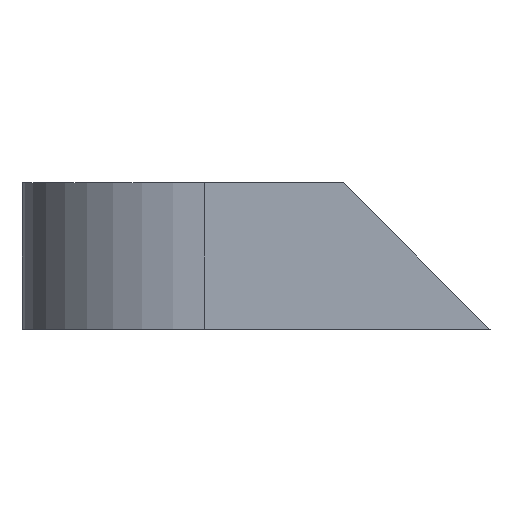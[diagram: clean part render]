
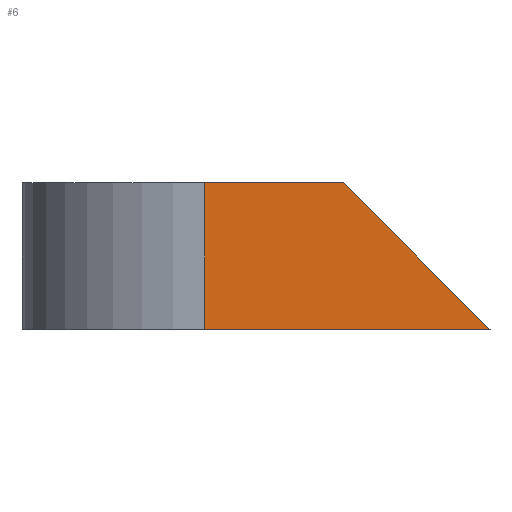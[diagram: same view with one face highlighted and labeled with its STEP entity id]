
A CAD part, left-side view. The second image highlights one B-rep face of the part: STEP entity #6.
In plain terms, the highlighted planar face has unit normal (-1, 0, 0).
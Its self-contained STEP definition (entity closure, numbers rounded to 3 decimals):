
#6 = ADVANCED_FACE ( 'NONE', ( #240 ), #164, .T. ) ;
#32 = EDGE_CURVE ( 'NONE', #383, #556, #473, .T. ) ;
#37 = CARTESIAN_POINT ( 'NONE',  ( -36.4, -3.2, 0. ) ) ;
#53 = VECTOR ( 'NONE', #222, 1000. ) ;
#77 = CARTESIAN_POINT ( 'NONE',  ( -36.4, -1.2, 2. ) ) ;
#102 = VECTOR ( 'NONE', #128, 1000. ) ;
#105 = EDGE_CURVE ( 'NONE', #556, #219, #337, .T. ) ;
#122 = DIRECTION ( 'NONE',  ( -1., 0., 0. ) ) ;
#128 = DIRECTION ( 'NONE',  ( 0., -1., 0. ) ) ;
#132 = DIRECTION ( 'NONE',  ( 0., -0.707, -0.707 ) ) ;
#164 = PLANE ( 'NONE',  #410 ) ;
#219 = VERTEX_POINT ( 'NONE', #37 ) ;
#222 = DIRECTION ( 'NONE',  ( 0., 1., 0. ) ) ;
#226 = LINE ( 'NONE', #504, #53 ) ;
#231 = CARTESIAN_POINT ( 'NONE',  ( -36.4, 0.7, 0. ) ) ;
#240 = FACE_OUTER_BOUND ( 'NONE', #255, .T. ) ;
#255 = EDGE_LOOP ( 'NONE', ( #369, #282, #324, #333 ) ) ;
#282 = ORIENTED_EDGE ( 'NONE', *, *, #519, .T. ) ;
#289 = DIRECTION ( 'NONE',  ( 0., 0., -1. ) ) ;
#298 = EDGE_CURVE ( 'NONE', #219, #376, #226, .T. ) ;
#305 = CARTESIAN_POINT ( 'NONE',  ( -36.4, -1.2, 2. ) ) ;
#324 = ORIENTED_EDGE ( 'NONE', *, *, #298, .F. ) ;
#333 = ORIENTED_EDGE ( 'NONE', *, *, #105, .F. ) ;
#337 = LINE ( 'NONE', #584, #541 ) ;
#349 = CARTESIAN_POINT ( 'NONE',  ( -36.4, 0., 0. ) ) ;
#369 = ORIENTED_EDGE ( 'NONE', *, *, #32, .F. ) ;
#376 = VERTEX_POINT ( 'NONE', #231 ) ;
#383 = VERTEX_POINT ( 'NONE', #502 ) ;
#405 = VECTOR ( 'NONE', #289, 1000. ) ;
#410 = AXIS2_PLACEMENT_3D ( 'NONE', #349, #122, #521 ) ;
#417 = LINE ( 'NONE', #471, #405 ) ;
#471 = CARTESIAN_POINT ( 'NONE',  ( -36.4, 0.7, 0. ) ) ;
#473 = LINE ( 'NONE', #305, #102 ) ;
#502 = CARTESIAN_POINT ( 'NONE',  ( -36.4, 0.7, 2. ) ) ;
#504 = CARTESIAN_POINT ( 'NONE',  ( -36.4, -3.2, 0. ) ) ;
#519 = EDGE_CURVE ( 'NONE', #383, #376, #417, .T. ) ;
#521 = DIRECTION ( 'NONE',  ( 0., 0., 1. ) ) ;
#541 = VECTOR ( 'NONE', #132, 1000. ) ;
#556 = VERTEX_POINT ( 'NONE', #77 ) ;
#584 = CARTESIAN_POINT ( 'NONE',  ( -36.4, -3.2, 0. ) ) ;
